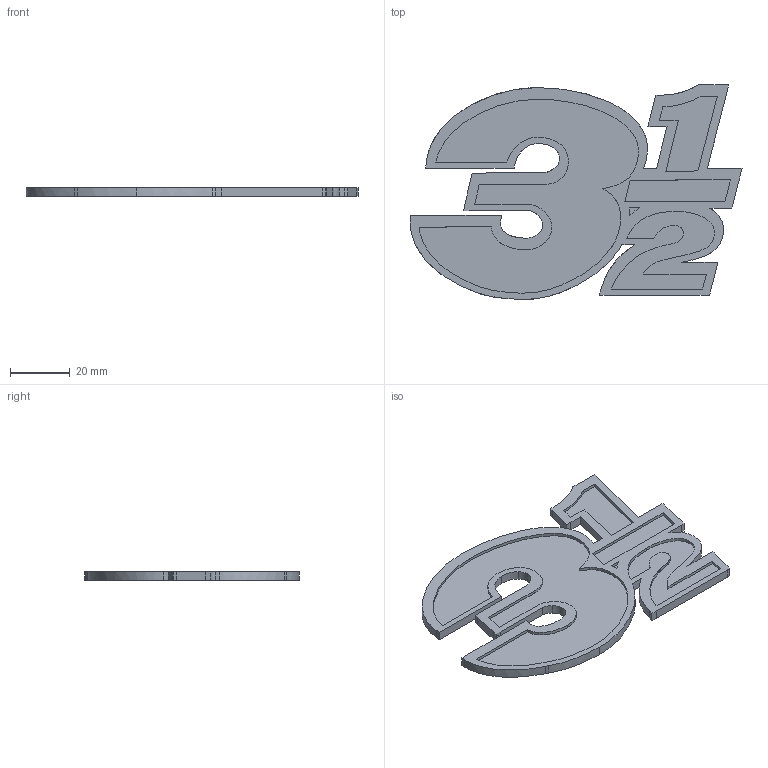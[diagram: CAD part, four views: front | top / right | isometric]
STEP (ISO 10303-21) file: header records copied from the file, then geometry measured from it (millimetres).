
FILE_DESCRIPTION (( 'STEP AP214' ), '1' );
FILE_NAME ('312.STEP', '2012-08-20T16:09:25', ( 'mahe5mb' ), ( '' ), 'SwSTEP 2.0', 'SolidWorks 2011', '' );
FILE_SCHEMA (( 'AUTOMOTIVE_DESIGN' ));
Length unit declared in the file: millimetre
Products named in the file (1): 312
Bounding box: 111.09 x 71.92 x 3 mm (x, y, z)
Volume: 13633.7 mm3; surface area: 14088.8 mm2
Topology: 1 solids, 1 shells, 157 faces, 452 edges, 300 vertices
Faces by surface type: plane 91, bspline 65, cylinder 1
Entity records: 5714 total; most frequent: CARTESIAN_POINT 2020, ORIENTED_EDGE 900, DIRECTION 506, EDGE_CURVE 450, VECTOR 318, LINE 318, VERTEX_POINT 300, EDGE_LOOP 162
